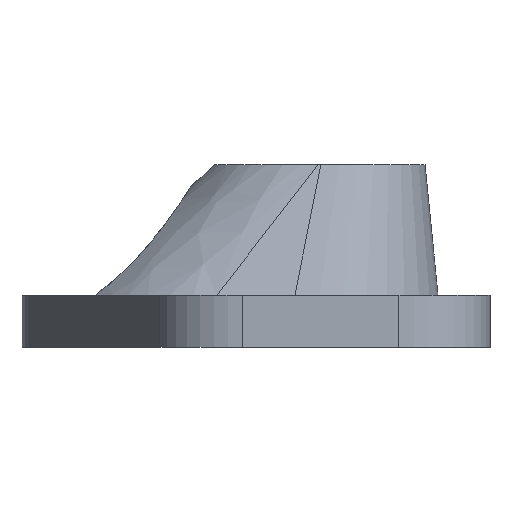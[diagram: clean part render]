
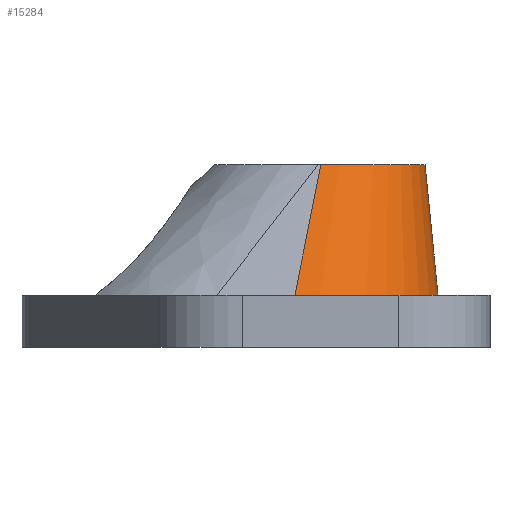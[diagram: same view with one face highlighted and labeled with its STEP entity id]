
A CAD part, left-side view. The second image highlights one B-rep face of the part: STEP entity #15284.
In plain terms, the highlighted free-form (B-spline) face has degree [10, 1] with [11, 2] control points.
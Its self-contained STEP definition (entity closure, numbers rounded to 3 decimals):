
#72 = PLANE('',#73);
#73 = AXIS2_PLACEMENT_3D('',#74,#75,#76);
#74 = CARTESIAN_POINT('',(0.,-61.708,32.));
#75 = DIRECTION('',(0.,0.,1.));
#76 = DIRECTION('',(1.,0.,0.));
#2092 = VERTEX_POINT('',#2093);
#2093 = CARTESIAN_POINT('',(0.,-67.5,32.));
#2310 = EDGE_CURVE('',#2092,#2311,#2313,.T.);
#2311 = VERTEX_POINT('',#2312);
#2312 = CARTESIAN_POINT('',(5.5,-62.,32.));
#2313 = SURFACE_CURVE('',#2314,(#2319,#2326),.PCURVE_S1.);
#2314 = CIRCLE('',#2315,5.5);
#2315 = AXIS2_PLACEMENT_3D('',#2316,#2317,#2318);
#2316 = CARTESIAN_POINT('',(0.,-62.,32.));
#2317 = DIRECTION('',(0.,0.,1.));
#2318 = DIRECTION('',(1.,0.,0.));
#2319 = PCURVE('',#72,#2320);
#2320 = DEFINITIONAL_REPRESENTATION('',(#2321),#2325);
#2321 = CIRCLE('',#2322,5.5);
#2322 = AXIS2_PLACEMENT_2D('',#2323,#2324);
#2323 = CARTESIAN_POINT('',(0.,-0.292));
#2324 = DIRECTION('',(1.,0.));
#2325 = ( GEOMETRIC_REPRESENTATION_CONTEXT(2) 
PARAMETRIC_REPRESENTATION_CONTEXT() REPRESENTATION_CONTEXT('2D SPACE',''
  ) );
#2326 = PCURVE('',#2327,#2350);
#2327 = B_SPLINE_SURFACE_WITH_KNOTS('',10,1,(
    (#2328,#2329)
    ,(#2330,#2331)
    ,(#2332,#2333)
    ,(#2334,#2335)
    ,(#2336,#2337)
    ,(#2338,#2339)
    ,(#2340,#2341)
    ,(#2342,#2343)
    ,(#2344,#2345)
    ,(#2346,#2347)
    ,(#2348,#2349
    )),.UNSPECIFIED.,.F.,.F.,.F.,(11,11),(2,2),(3.142,
    6.283),(0.,1.),.PIECEWISE_BEZIER_KNOTS.);
#2328 = CARTESIAN_POINT('',(-5.5,-62.,32.));
#2329 = CARTESIAN_POINT('',(-4.,-63.,37.));
#2330 = CARTESIAN_POINT('',(-5.5,-63.728,32.));
#2331 = CARTESIAN_POINT('',(-4.,-64.257,37.));
#2332 = CARTESIAN_POINT('',(-4.897,-65.456,
    32.));
#2333 = CARTESIAN_POINT('',(-3.561,-65.513,
    37.));
#2334 = CARTESIAN_POINT('',(-3.691,-66.947,
    32.));
#2335 = CARTESIAN_POINT('',(-2.684,-66.598,
    37.));
#2336 = CARTESIAN_POINT('',(-1.987,-67.964,
    32.));
#2337 = CARTESIAN_POINT('',(-1.445,-67.338,
    37.));
#2338 = CARTESIAN_POINT('',(0.,-68.327,
    32.));
#2339 = CARTESIAN_POINT('',(0.,-67.601,
    37.));
#2340 = CARTESIAN_POINT('',(1.987,-67.964,32.
    ));
#2341 = CARTESIAN_POINT('',(1.445,-67.338,
    37.));
#2342 = CARTESIAN_POINT('',(3.691,-66.947,
    32.));
#2343 = CARTESIAN_POINT('',(2.684,-66.598,
    37.));
#2344 = CARTESIAN_POINT('',(4.897,-65.456,
    32.));
#2345 = CARTESIAN_POINT('',(3.561,-65.513,
    37.));
#2346 = CARTESIAN_POINT('',(5.5,-63.728,32.));
#2347 = CARTESIAN_POINT('',(4.,-64.257,37.));
#2348 = CARTESIAN_POINT('',(5.5,-62.,32.));
#2349 = CARTESIAN_POINT('',(4.,-63.,37.));
#2350 = DEFINITIONAL_REPRESENTATION('',(#2351),#2355);
#2351 = LINE('',#2352,#2353);
#2352 = CARTESIAN_POINT('',(0.,0.));
#2353 = VECTOR('',#2354,1.);
#2354 = DIRECTION('',(1.,0.));
#2355 = ( GEOMETRIC_REPRESENTATION_CONTEXT(2) 
PARAMETRIC_REPRESENTATION_CONTEXT() REPRESENTATION_CONTEXT('2D SPACE',''
  ) );
#2357 = EDGE_CURVE('',#2358,#2092,#2360,.T.);
#2358 = VERTEX_POINT('',#2359);
#2359 = CARTESIAN_POINT('',(-5.5,-62.,32.));
#2360 = SURFACE_CURVE('',#2361,(#2366,#2373),.PCURVE_S1.);
#2361 = CIRCLE('',#2362,5.5);
#2362 = AXIS2_PLACEMENT_3D('',#2363,#2364,#2365);
#2363 = CARTESIAN_POINT('',(0.,-62.,32.));
#2364 = DIRECTION('',(0.,0.,1.));
#2365 = DIRECTION('',(1.,0.,0.));
#2366 = PCURVE('',#72,#2367);
#2367 = DEFINITIONAL_REPRESENTATION('',(#2368),#2372);
#2368 = CIRCLE('',#2369,5.5);
#2369 = AXIS2_PLACEMENT_2D('',#2370,#2371);
#2370 = CARTESIAN_POINT('',(0.,-0.292));
#2371 = DIRECTION('',(1.,0.));
#2372 = ( GEOMETRIC_REPRESENTATION_CONTEXT(2) 
PARAMETRIC_REPRESENTATION_CONTEXT() REPRESENTATION_CONTEXT('2D SPACE',''
  ) );
#2373 = PCURVE('',#2327,#2374);
#2374 = DEFINITIONAL_REPRESENTATION('',(#2375),#2379);
#2375 = LINE('',#2376,#2377);
#2376 = CARTESIAN_POINT('',(0.,0.));
#2377 = VECTOR('',#2378,1.);
#2378 = DIRECTION('',(1.,0.));
#2379 = ( GEOMETRIC_REPRESENTATION_CONTEXT(2) 
PARAMETRIC_REPRESENTATION_CONTEXT() REPRESENTATION_CONTEXT('2D SPACE',''
  ) );
#2397 = B_SPLINE_SURFACE_WITH_KNOTS('',1,1,(
    (#2398,#2399)
    ,(#2400,#2401
    )),.UNSPECIFIED.,.F.,.F.,.F.,(2,2),(2,2),(0.,3.003),(0.,1.)
  ,.PIECEWISE_BEZIER_KNOTS.);
#2398 = CARTESIAN_POINT('',(-5.5,-58.997,32.));
#2399 = CARTESIAN_POINT('',(-4.,-62.9,37.));
#2400 = CARTESIAN_POINT('',(-5.5,-62.,32.));
#2401 = CARTESIAN_POINT('',(-4.,-63.,37.));
#2523 = B_SPLINE_SURFACE_WITH_KNOTS('',1,1,(
    (#2524,#2525)
    ,(#2526,#2527
    )),.UNSPECIFIED.,.F.,.F.,.F.,(2,2),(2,2),(0.,3.003),(0.,1.)
  ,.PIECEWISE_BEZIER_KNOTS.);
#2524 = CARTESIAN_POINT('',(5.5,-62.,32.));
#2525 = CARTESIAN_POINT('',(4.,-63.,37.));
#2526 = CARTESIAN_POINT('',(5.5,-58.997,32.));
#2527 = CARTESIAN_POINT('',(4.,-62.9,37.));
#15284 = ADVANCED_FACE('',(#15285),#2327,.T.);
#15285 = FACE_BOUND('',#15286,.T.);
#15286 = EDGE_LOOP('',(#15287,#15288,#15289,#15311,#15340));
#15287 = ORIENTED_EDGE('',*,*,#2357,.T.);
#15288 = ORIENTED_EDGE('',*,*,#2310,.T.);
#15289 = ORIENTED_EDGE('',*,*,#15290,.T.);
#15290 = EDGE_CURVE('',#2311,#15291,#15293,.T.);
#15291 = VERTEX_POINT('',#15292);
#15292 = CARTESIAN_POINT('',(4.,-63.,37.));
#15293 = SURFACE_CURVE('',#15294,(#15297,#15304),.PCURVE_S1.);
#15294 = B_SPLINE_CURVE_WITH_KNOTS('',1,(#15295,#15296),.UNSPECIFIED.,
  .F.,.F.,(2,2),(0.,1.),.PIECEWISE_BEZIER_KNOTS.);
#15295 = CARTESIAN_POINT('',(5.5,-62.,32.));
#15296 = CARTESIAN_POINT('',(4.,-63.,37.));
#15297 = PCURVE('',#2327,#15298);
#15298 = DEFINITIONAL_REPRESENTATION('',(#15299),#15303);
#15299 = LINE('',#15300,#15301);
#15300 = CARTESIAN_POINT('',(6.283,0.));
#15301 = VECTOR('',#15302,1.);
#15302 = DIRECTION('',(0.,1.));
#15303 = ( GEOMETRIC_REPRESENTATION_CONTEXT(2) 
PARAMETRIC_REPRESENTATION_CONTEXT() REPRESENTATION_CONTEXT('2D SPACE',''
  ) );
#15304 = PCURVE('',#2523,#15305);
#15305 = DEFINITIONAL_REPRESENTATION('',(#15306),#15310);
#15306 = LINE('',#15307,#15308);
#15307 = CARTESIAN_POINT('',(0.,0.));
#15308 = VECTOR('',#15309,1.);
#15309 = DIRECTION('',(0.,1.));
#15310 = ( GEOMETRIC_REPRESENTATION_CONTEXT(2) 
PARAMETRIC_REPRESENTATION_CONTEXT() REPRESENTATION_CONTEXT('2D SPACE',''
  ) );
#15311 = ORIENTED_EDGE('',*,*,#15312,.F.);
#15312 = EDGE_CURVE('',#15313,#15291,#15315,.T.);
#15313 = VERTEX_POINT('',#15314);
#15314 = CARTESIAN_POINT('',(-4.,-63.,37.));
#15315 = SURFACE_CURVE('',#15316,(#15321,#15328),.PCURVE_S1.);
#15316 = CIRCLE('',#15317,4.);
#15317 = AXIS2_PLACEMENT_3D('',#15318,#15319,#15320);
#15318 = CARTESIAN_POINT('',(0.,-63.,37.));
#15319 = DIRECTION('',(0.,0.,1.));
#15320 = DIRECTION('',(1.,0.,0.));
#15321 = PCURVE('',#2327,#15322);
#15322 = DEFINITIONAL_REPRESENTATION('',(#15323),#15327);
#15323 = LINE('',#15324,#15325);
#15324 = CARTESIAN_POINT('',(0.,1.));
#15325 = VECTOR('',#15326,1.);
#15326 = DIRECTION('',(1.,0.));
#15327 = ( GEOMETRIC_REPRESENTATION_CONTEXT(2) 
PARAMETRIC_REPRESENTATION_CONTEXT() REPRESENTATION_CONTEXT('2D SPACE',''
  ) );
#15328 = PCURVE('',#15329,#15334);
#15329 = PLANE('',#15330);
#15330 = AXIS2_PLACEMENT_3D('',#15331,#15332,#15333);
#15331 = CARTESIAN_POINT('',(0.,-62.95,37.));
#15332 = DIRECTION('',(0.,0.,1.));
#15333 = DIRECTION('',(1.,0.,0.));
#15334 = DEFINITIONAL_REPRESENTATION('',(#15335),#15339);
#15335 = CIRCLE('',#15336,4.);
#15336 = AXIS2_PLACEMENT_2D('',#15337,#15338);
#15337 = CARTESIAN_POINT('',(0.,-0.05));
#15338 = DIRECTION('',(1.,0.));
#15339 = ( GEOMETRIC_REPRESENTATION_CONTEXT(2) 
PARAMETRIC_REPRESENTATION_CONTEXT() REPRESENTATION_CONTEXT('2D SPACE',''
  ) );
#15340 = ORIENTED_EDGE('',*,*,#15341,.F.);
#15341 = EDGE_CURVE('',#2358,#15313,#15342,.T.);
#15342 = SURFACE_CURVE('',#15343,(#15346,#15353),.PCURVE_S1.);
#15343 = B_SPLINE_CURVE_WITH_KNOTS('',1,(#15344,#15345),.UNSPECIFIED.,
  .F.,.F.,(2,2),(0.,1.),.PIECEWISE_BEZIER_KNOTS.);
#15344 = CARTESIAN_POINT('',(-5.5,-62.,32.));
#15345 = CARTESIAN_POINT('',(-4.,-63.,37.));
#15346 = PCURVE('',#2327,#15347);
#15347 = DEFINITIONAL_REPRESENTATION('',(#15348),#15352);
#15348 = LINE('',#15349,#15350);
#15349 = CARTESIAN_POINT('',(3.142,0.));
#15350 = VECTOR('',#15351,1.);
#15351 = DIRECTION('',(0.,1.));
#15352 = ( GEOMETRIC_REPRESENTATION_CONTEXT(2) 
PARAMETRIC_REPRESENTATION_CONTEXT() REPRESENTATION_CONTEXT('2D SPACE',''
  ) );
#15353 = PCURVE('',#2397,#15354);
#15354 = DEFINITIONAL_REPRESENTATION('',(#15355),#15359);
#15355 = LINE('',#15356,#15357);
#15356 = CARTESIAN_POINT('',(3.003,0.));
#15357 = VECTOR('',#15358,1.);
#15358 = DIRECTION('',(0.,1.));
#15359 = ( GEOMETRIC_REPRESENTATION_CONTEXT(2) 
PARAMETRIC_REPRESENTATION_CONTEXT() REPRESENTATION_CONTEXT('2D SPACE',''
  ) );
